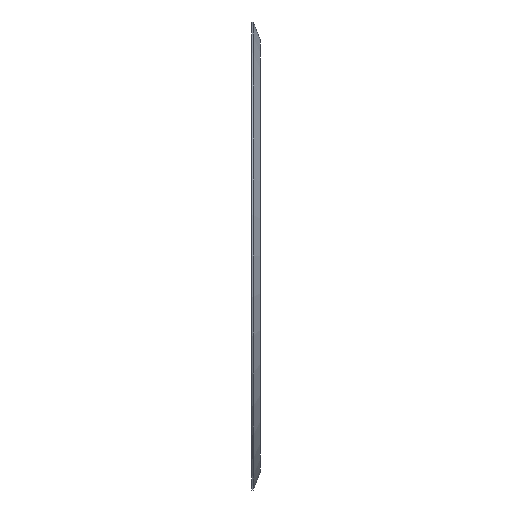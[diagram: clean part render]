
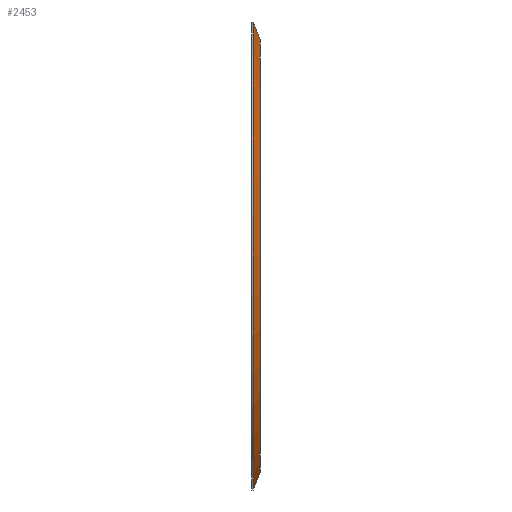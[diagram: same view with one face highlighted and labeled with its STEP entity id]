
A CAD part, front view. The second image highlights one B-rep face of the part: STEP entity #2453.
In plain terms, the highlighted conical face has half-angle 68.962 degrees and reference radius 86 mm.
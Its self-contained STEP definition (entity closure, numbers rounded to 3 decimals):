
#75 = CARTESIAN_POINT ( 'NONE',  ( 0.5, 0., -86. ) ) ;
#120 = CARTESIAN_POINT ( 'NONE',  ( 3., 0., -79.5 ) ) ;
#228 = AXIS2_PLACEMENT_3D ( 'NONE', #2375, #2693, #2401 ) ;
#281 = FACE_OUTER_BOUND ( 'NONE', #1759, .T. ) ;
#333 = VERTEX_POINT ( 'NONE', #883 ) ;
#417 = CARTESIAN_POINT ( 'NONE',  ( 0.5, 0., 0. ) ) ;
#441 = DIRECTION ( 'NONE',  ( -0.359, 0., 0.933 ) ) ;
#585 = ORIENTED_EDGE ( 'NONE', *, *, #2225, .F. ) ;
#626 = CONICAL_SURFACE ( 'NONE', #2344, 86., 1.204 ) ;
#665 = DIRECTION ( 'NONE',  ( -1., 0., 0. ) ) ;
#668 = DIRECTION ( 'NONE',  ( 1., 0., 0. ) ) ;
#772 = DIRECTION ( 'NONE',  ( -0.359, 0., -0.933 ) ) ;
#781 = CARTESIAN_POINT ( 'NONE',  ( 3., 0., 79.5 ) ) ;
#790 = CARTESIAN_POINT ( 'NONE',  ( 0.5, 0., 86. ) ) ;
#883 = CARTESIAN_POINT ( 'NONE',  ( 0.5, 0., 86. ) ) ;
#1001 = CIRCLE ( 'NONE', #228, 86. ) ;
#1166 = VECTOR ( 'NONE', #772, 1000. ) ;
#1383 = EDGE_CURVE ( 'NONE', #2137, #333, #1001, .T. ) ;
#1388 = ORIENTED_EDGE ( 'NONE', *, *, #1823, .F. ) ;
#1437 = DIRECTION ( 'NONE',  ( 0., 0., -1. ) ) ;
#1458 = CARTESIAN_POINT ( 'NONE',  ( 3., 0., 0. ) ) ;
#1461 = ORIENTED_EDGE ( 'NONE', *, *, #1383, .F. ) ;
#1694 = VECTOR ( 'NONE', #441, 1000. ) ;
#1759 = EDGE_LOOP ( 'NONE', ( #585, #1388, #2569, #1461 ) ) ;
#1814 = CARTESIAN_POINT ( 'NONE',  ( 0.5, 0., -86. ) ) ;
#1823 = EDGE_CURVE ( 'NONE', #2016, #1890, #2572, .T. ) ;
#1863 = EDGE_CURVE ( 'NONE', #2016, #333, #2199, .T. ) ;
#1865 = DIRECTION ( 'NONE',  ( 0., 0., 1. ) ) ;
#1890 = VERTEX_POINT ( 'NONE', #120 ) ;
#1912 = AXIS2_PLACEMENT_3D ( 'NONE', #1458, #668, #1437 ) ;
#2016 = VERTEX_POINT ( 'NONE', #781 ) ;
#2137 = VERTEX_POINT ( 'NONE', #75 ) ;
#2199 = LINE ( 'NONE', #790, #1694 ) ;
#2225 = EDGE_CURVE ( 'NONE', #1890, #2137, #2471, .T. ) ;
#2344 = AXIS2_PLACEMENT_3D ( 'NONE', #417, #665, #1865 ) ;
#2375 = CARTESIAN_POINT ( 'NONE',  ( 0.5, 0., 0. ) ) ;
#2401 = DIRECTION ( 'NONE',  ( 0., 0., -1. ) ) ;
#2453 = ADVANCED_FACE ( 'NONE', ( #281 ), #626, .T. ) ;
#2471 = LINE ( 'NONE', #1814, #1166 ) ;
#2569 = ORIENTED_EDGE ( 'NONE', *, *, #1863, .T. ) ;
#2572 = CIRCLE ( 'NONE', #1912, 79.5 ) ;
#2693 = DIRECTION ( 'NONE',  ( -1., 0., 0. ) ) ;
